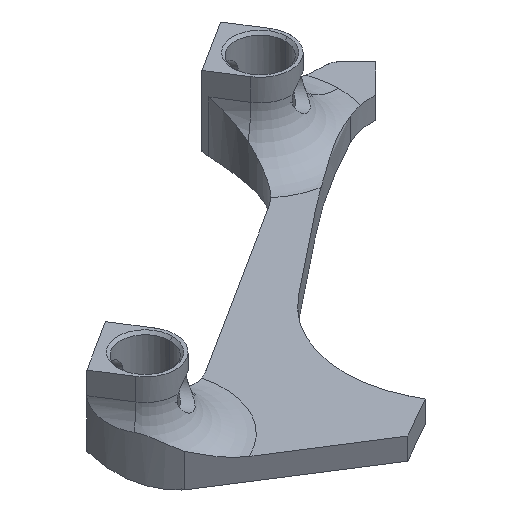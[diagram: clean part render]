
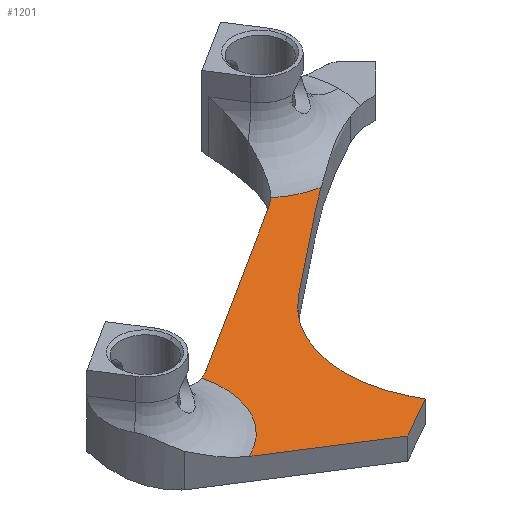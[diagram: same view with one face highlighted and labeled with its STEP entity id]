
A CAD part, isometric view. The second image highlights one B-rep face of the part: STEP entity #1201.
In plain terms, the highlighted planar face has unit normal (0, 0, 1).
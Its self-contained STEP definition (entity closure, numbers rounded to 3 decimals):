
#22 = LINE ( 'NONE', #1590, #3854 ) ;
#69 = CARTESIAN_POINT ( 'NONE',  ( 24.474, 80.685, -2.5 ) ) ;
#103 = VERTEX_POINT ( 'NONE', #2036 ) ;
#208 = AXIS2_PLACEMENT_3D ( 'NONE', #4064, #1314, #4425 ) ;
#216 = EDGE_CURVE ( 'NONE', #1110, #103, #3232, .T. ) ;
#221 = AXIS2_PLACEMENT_3D ( 'NONE', #2828, #4395, #3195 ) ;
#243 = ORIENTED_EDGE ( 'NONE', *, *, #2876, .F. ) ;
#331 = VERTEX_POINT ( 'NONE', #498 ) ;
#342 = CARTESIAN_POINT ( 'NONE',  ( 9.519, 35.442, -2.5 ) ) ;
#388 = DIRECTION ( 'NONE',  ( -0.447, 0.895, 0. ) ) ;
#400 = VECTOR ( 'NONE', #4757, 1000. ) ;
#475 = CARTESIAN_POINT ( 'NONE',  ( 32.14, 72.796, -2.5 ) ) ;
#486 = LINE ( 'NONE', #3596, #400 ) ;
#498 = CARTESIAN_POINT ( 'NONE',  ( -14.224, 30.71, -2.5 ) ) ;
#502 = EDGE_CURVE ( 'NONE', #2427, #3705, #4186, .T. ) ;
#562 = CIRCLE ( 'NONE', #1230, 11. ) ;
#574 = ORIENTED_EDGE ( 'NONE', *, *, #2652, .T. ) ;
#741 = ORIENTED_EDGE ( 'NONE', *, *, #502, .T. ) ;
#859 = EDGE_CURVE ( 'NONE', #1560, #1675, #4357, .T. ) ;
#943 = CARTESIAN_POINT ( 'NONE',  ( -153056.645, 97249.013, -2.5 ) ) ;
#950 = DIRECTION ( 'NONE',  ( 0., 0., -1. ) ) ;
#960 = DIRECTION ( 'NONE',  ( -0.843, -0.537, 0. ) ) ;
#969 = VERTEX_POINT ( 'NONE', #1337 ) ;
#999 = CARTESIAN_POINT ( 'NONE',  ( -20.544, 44.891, -2.5 ) ) ;
#1037 = AXIS2_PLACEMENT_3D ( 'NONE', #999, #2546, #2164 ) ;
#1080 = EDGE_CURVE ( 'NONE', #969, #1560, #3063, .T. ) ;
#1110 = VERTEX_POINT ( 'NONE', #1737 ) ;
#1123 = DIRECTION ( 'NONE',  ( 0.843, 0.537, 0. ) ) ;
#1130 = FACE_OUTER_BOUND ( 'NONE', #2527, .T. ) ;
#1136 = CARTESIAN_POINT ( 'NONE',  ( 38.869, 69.56, -2.5 ) ) ;
#1201 = ADVANCED_FACE ( 'NONE', ( #1130 ), #1433, .F. ) ;
#1224 = CARTESIAN_POINT ( 'NONE',  ( 18.114, 53.258, -2.5 ) ) ;
#1230 = AXIS2_PLACEMENT_3D ( 'NONE', #69, #2431, #3974 ) ;
#1242 = CARTESIAN_POINT ( 'NONE',  ( -387056.186, -307747.95, -2.5 ) ) ;
#1314 = DIRECTION ( 'NONE',  ( 0., 0., -1. ) ) ;
#1337 = CARTESIAN_POINT ( 'NONE',  ( 11.919, 25.267, -2.5 ) ) ;
#1338 = ORIENTED_EDGE ( 'NONE', *, *, #216, .F. ) ;
#1433 = PLANE ( 'NONE',  #2093 ) ;
#1481 = EDGE_CURVE ( 'NONE', #103, #3421, #3023, .T. ) ;
#1498 = VERTEX_POINT ( 'NONE', #2667 ) ;
#1560 = VERTEX_POINT ( 'NONE', #342 ) ;
#1590 = CARTESIAN_POINT ( 'NONE',  ( 36656.236, -73317.603, -2.5 ) ) ;
#1603 = VECTOR ( 'NONE', #1123, 1000. ) ;
#1657 = ORIENTED_EDGE ( 'NONE', *, *, #3556, .T. ) ;
#1675 = VERTEX_POINT ( 'NONE', #1224 ) ;
#1709 = VECTOR ( 'NONE', #2402, 1000. ) ;
#1737 = CARTESIAN_POINT ( 'NONE',  ( -5.52, 48.803, -2.5 ) ) ;
#2036 = CARTESIAN_POINT ( 'NONE',  ( -3.52, 49.808, -2.5 ) ) ;
#2093 = AXIS2_PLACEMENT_3D ( 'NONE', #4235, #4922, #3049 ) ;
#2109 = ORIENTED_EDGE ( 'NONE', *, *, #1080, .T. ) ;
#2112 = DIRECTION ( 'NONE',  ( 0., 0., -1. ) ) ;
#2141 = ORIENTED_EDGE ( 'NONE', *, *, #5002, .T. ) ;
#2164 = DIRECTION ( 'NONE',  ( 0.843, 0.537, 0. ) ) ;
#2402 = DIRECTION ( 'NONE',  ( -0.783, -0.622, 0. ) ) ;
#2427 = VERTEX_POINT ( 'NONE', #4277 ) ;
#2431 = DIRECTION ( 'NONE',  ( 0., 0., -1. ) ) ;
#2445 = EDGE_CURVE ( 'NONE', #2427, #1675, #2709, .T. ) ;
#2527 = EDGE_LOOP ( 'NONE', ( #2109, #2592, #2970, #741, #243, #3295, #4654, #1338, #1657, #2141, #574, #2968 ) ) ;
#2546 = DIRECTION ( 'NONE',  ( 0., 0., -1. ) ) ;
#2592 = ORIENTED_EDGE ( 'NONE', *, *, #859, .T. ) ;
#2624 = EDGE_CURVE ( 'NONE', #3356, #3421, #562, .T. ) ;
#2652 = EDGE_CURVE ( 'NONE', #3635, #1498, #486, .T. ) ;
#2657 = AXIS2_PLACEMENT_3D ( 'NONE', #2926, #2112, #4085 ) ;
#2667 = CARTESIAN_POINT ( 'NONE',  ( 12.981, 23.142, -2.5 ) ) ;
#2709 = LINE ( 'NONE', #1242, #1709 ) ;
#2765 = CARTESIAN_POINT ( 'NONE',  ( 4.935, 18.54, -2.5 ) ) ;
#2828 = CARTESIAN_POINT ( 'NONE',  ( -9.43, 59.085, -2.5 ) ) ;
#2876 = EDGE_CURVE ( 'NONE', #3356, #3705, #4551, .T. ) ;
#2915 = CARTESIAN_POINT ( 'NONE',  ( 42.035, 84.758, -2.5 ) ) ;
#2926 = CARTESIAN_POINT ( 'NONE',  ( 108.621, -28.086, -2.5 ) ) ;
#2968 = ORIENTED_EDGE ( 'NONE', *, *, #3646, .T. ) ;
#2970 = ORIENTED_EDGE ( 'NONE', *, *, #2445, .F. ) ;
#3008 = AXIS2_PLACEMENT_3D ( 'NONE', #2915, #4758, #960 ) ;
#3023 = LINE ( 'NONE', #4585, #1603 ) ;
#3049 = DIRECTION ( 'NONE',  ( -1., 0., 0. ) ) ;
#3063 = CIRCLE ( 'NONE', #208, 22.764 ) ;
#3195 = DIRECTION ( 'NONE',  ( 1., 0., 0. ) ) ;
#3210 = CIRCLE ( 'NONE', #1037, 15.525 ) ;
#3232 = CIRCLE ( 'NONE', #221, 11. ) ;
#3252 = CARTESIAN_POINT ( 'NONE',  ( 32.282, 35.442, -2.5 ) ) ;
#3295 = ORIENTED_EDGE ( 'NONE', *, *, #2624, .T. ) ;
#3321 = VECTOR ( 'NONE', #4415, 1000. ) ;
#3356 = VERTEX_POINT ( 'NONE', #475 ) ;
#3421 = VERTEX_POINT ( 'NONE', #4919 ) ;
#3556 = EDGE_CURVE ( 'NONE', #1110, #331, #3210, .T. ) ;
#3596 = CARTESIAN_POINT ( 'NONE',  ( -427031.853, -244198.975, -2.5 ) ) ;
#3635 = VERTEX_POINT ( 'NONE', #2765 ) ;
#3646 = EDGE_CURVE ( 'NONE', #1498, #969, #22, .T. ) ;
#3705 = VERTEX_POINT ( 'NONE', #1136 ) ;
#3854 = VECTOR ( 'NONE', #388, 1000. ) ;
#3865 = AXIS2_PLACEMENT_3D ( 'NONE', #3252, #950, #4470 ) ;
#3974 = DIRECTION ( 'NONE',  ( -1., 0., 0. ) ) ;
#4064 = CARTESIAN_POINT ( 'NONE',  ( 32.282, 35.442, -2.5 ) ) ;
#4085 = DIRECTION ( 'NONE',  ( -1., 0., 0. ) ) ;
#4186 = CIRCLE ( 'NONE', #2657, 120. ) ;
#4235 = CARTESIAN_POINT ( 'NONE',  ( -5.194, 54.669, -2.5 ) ) ;
#4277 = CARTESIAN_POINT ( 'NONE',  ( 33.933, 65.837, -2.5 ) ) ;
#4357 = CIRCLE ( 'NONE', #3865, 22.764 ) ;
#4395 = DIRECTION ( 'NONE',  ( 0., 0., 1. ) ) ;
#4415 = DIRECTION ( 'NONE',  ( 0.844, -0.536, 0. ) ) ;
#4425 = DIRECTION ( 'NONE',  ( -1., 0., 0. ) ) ;
#4470 = DIRECTION ( 'NONE',  ( -1., 0., 0. ) ) ;
#4551 = CIRCLE ( 'NONE', #3008, 15.525 ) ;
#4585 = CARTESIAN_POINT ( 'NONE',  ( -416627.124, -265368.7, -2.5 ) ) ;
#4654 = ORIENTED_EDGE ( 'NONE', *, *, #1481, .F. ) ;
#4757 = DIRECTION ( 'NONE',  ( 0.868, 0.496, 0. ) ) ;
#4758 = DIRECTION ( 'NONE',  ( 0., 0., 1. ) ) ;
#4839 = LINE ( 'NONE', #943, #3321 ) ;
#4919 = CARTESIAN_POINT ( 'NONE',  ( 30.384, 71.407, -2.5 ) ) ;
#4922 = DIRECTION ( 'NONE',  ( 0., 0., -1. ) ) ;
#5002 = EDGE_CURVE ( 'NONE', #331, #3635, #4839, .T. ) ;
